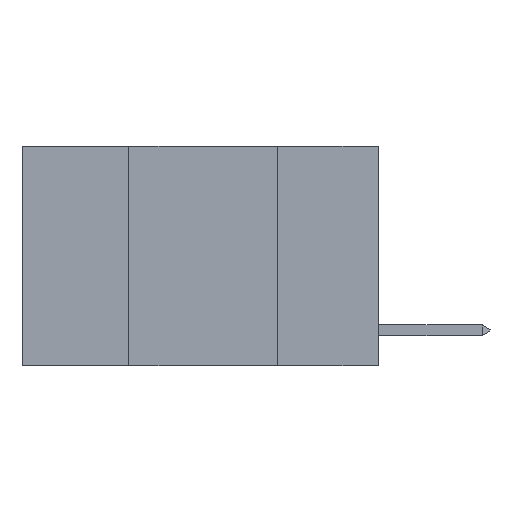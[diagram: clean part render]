
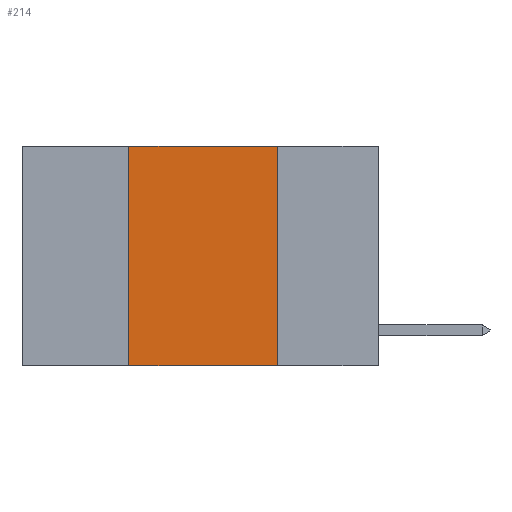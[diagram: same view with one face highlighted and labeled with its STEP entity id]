
A CAD part, left-side view. The second image highlights one B-rep face of the part: STEP entity #214.
In plain terms, the highlighted planar face has unit normal (-1, 0, 0).
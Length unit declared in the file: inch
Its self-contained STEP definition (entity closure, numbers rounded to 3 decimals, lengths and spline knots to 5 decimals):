
#214 = ADVANCED_FACE ( 'NONE', ( #1328 ), #13519, .F. ) ;
#365 = LINE ( 'NONE', #10321, #6705 ) ;
#727 = VECTOR ( 'NONE', #4205, 39.37008 ) ;
#745 = ORIENTED_EDGE ( 'NONE', *, *, #12585, .F. ) ;
#1205 = EDGE_LOOP ( 'NONE', ( #745, #8671, #3379, #4851 ) ) ;
#1328 = FACE_OUTER_BOUND ( 'NONE', #1205, .T. ) ;
#1966 = CARTESIAN_POINT ( 'NONE',  ( 0., 0.17, 0. ) ) ;
#3115 = VERTEX_POINT ( 'NONE', #1966 ) ;
#3178 = AXIS2_PLACEMENT_3D ( 'NONE', #8207, #3269, #7248 ) ;
#3269 = DIRECTION ( 'NONE',  ( 1., 0., 0. ) ) ;
#3379 = ORIENTED_EDGE ( 'NONE', *, *, #12508, .F. ) ;
#3944 = CARTESIAN_POINT ( 'NONE',  ( 0., 0.17, -0.37 ) ) ;
#4064 = DIRECTION ( 'NONE',  ( 0., 0., 1. ) ) ;
#4152 = CARTESIAN_POINT ( 'NONE',  ( 0., 0.17, 0. ) ) ;
#4205 = DIRECTION ( 'NONE',  ( 0., -1., 0. ) ) ;
#4255 = VERTEX_POINT ( 'NONE', #6012 ) ;
#4851 = ORIENTED_EDGE ( 'NONE', *, *, #13083, .T. ) ;
#5267 = VERTEX_POINT ( 'NONE', #8278 ) ;
#5359 = VECTOR ( 'NONE', #10408, 39.37008 ) ;
#6012 = CARTESIAN_POINT ( 'NONE',  ( 0., 0.42, 0. ) ) ;
#6705 = VECTOR ( 'NONE', #4064, 39.37008 ) ;
#7248 = DIRECTION ( 'NONE',  ( 0., 0., -1. ) ) ;
#8207 = CARTESIAN_POINT ( 'NONE',  ( 0., 0.6, 0. ) ) ;
#8278 = CARTESIAN_POINT ( 'NONE',  ( 0., 0.42, -0.37 ) ) ;
#8628 = EDGE_CURVE ( 'NONE', #4255, #3115, #9418, .T. ) ;
#8671 = ORIENTED_EDGE ( 'NONE', *, *, #8628, .F. ) ;
#8792 = VECTOR ( 'NONE', #9858, 39.37008 ) ;
#9418 = LINE ( 'NONE', #12432, #727 ) ;
#9858 = DIRECTION ( 'NONE',  ( 0., -1., 0. ) ) ;
#10321 = CARTESIAN_POINT ( 'NONE',  ( 0., 0.42, 0. ) ) ;
#10408 = DIRECTION ( 'NONE',  ( 0., 0., -1. ) ) ;
#11027 = VERTEX_POINT ( 'NONE', #3944 ) ;
#11849 = CARTESIAN_POINT ( 'NONE',  ( 0., 0.6, -0.37 ) ) ;
#12432 = CARTESIAN_POINT ( 'NONE',  ( 0., 0.6, 0. ) ) ;
#12508 = EDGE_CURVE ( 'NONE', #5267, #4255, #365, .T. ) ;
#12585 = EDGE_CURVE ( 'NONE', #3115, #11027, #13121, .T. ) ;
#13083 = EDGE_CURVE ( 'NONE', #5267, #11027, #13109, .T. ) ;
#13109 = LINE ( 'NONE', #11849, #8792 ) ;
#13121 = LINE ( 'NONE', #4152, #5359 ) ;
#13519 = PLANE ( 'NONE',  #3178 ) ;
